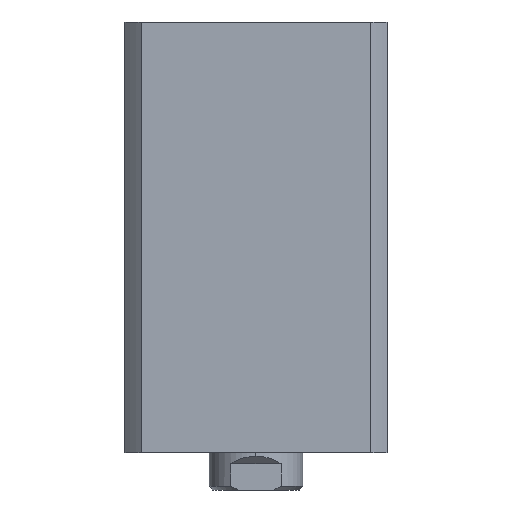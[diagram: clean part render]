
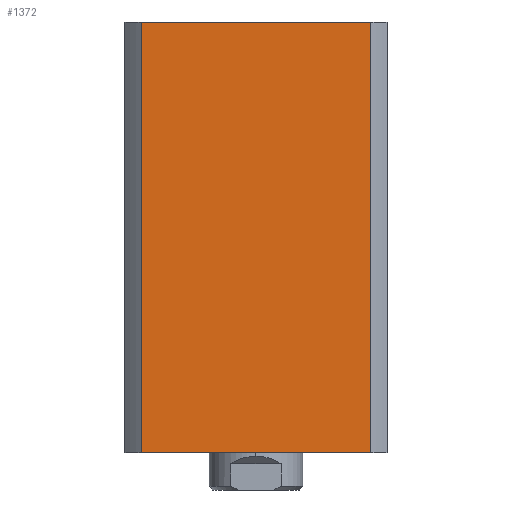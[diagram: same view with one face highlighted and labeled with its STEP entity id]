
A CAD part, left-side view. The second image highlights one B-rep face of the part: STEP entity #1372.
In plain terms, the highlighted planar face has unit normal (-1, 0, 0).
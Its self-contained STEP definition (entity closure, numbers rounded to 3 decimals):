
#38 = ORIENTED_EDGE ( 'NONE', *, *, #2669, .F. ) ;
#86 = ORIENTED_EDGE ( 'NONE', *, *, #2672, .T. ) ;
#232 = EDGE_LOOP ( 'NONE', ( #732, #38, #1053, #86 ) ) ;
#389 = FACE_OUTER_BOUND ( 'NONE', #232, .T. ) ;
#703 = LINE ( 'NONE', #3104, #710 ) ;
#709 = LINE ( 'NONE', #3108, #712 ) ;
#710 = VECTOR ( 'NONE', #3099, 1000. ) ;
#711 = LINE ( 'NONE', #3110, #714 ) ;
#712 = VECTOR ( 'NONE', #3109, 1000. ) ;
#714 = VECTOR ( 'NONE', #3112, 1000. ) ;
#715 = LINE ( 'NONE', #3111, #717 ) ;
#717 = VECTOR ( 'NONE', #3103, 1000. ) ;
#732 = ORIENTED_EDGE ( 'NONE', *, *, #2670, .T. ) ;
#918 = CARTESIAN_POINT ( 'NONE',  ( -35., 30.615, 115. ) ) ;
#919 = CARTESIAN_POINT ( 'NONE',  ( -35., -30.615, 0. ) ) ;
#923 = CARTESIAN_POINT ( 'NONE',  ( -35., 30.615, 0. ) ) ;
#925 = CARTESIAN_POINT ( 'NONE',  ( -35., -30.615, 115. ) ) ;
#1053 = ORIENTED_EDGE ( 'NONE', *, *, #2668, .F. ) ;
#1155 = VERTEX_POINT ( 'NONE', #925 ) ;
#1157 = VERTEX_POINT ( 'NONE', #923 ) ;
#1160 = VERTEX_POINT ( 'NONE', #919 ) ;
#1161 = VERTEX_POINT ( 'NONE', #918 ) ;
#1372 = ADVANCED_FACE ( 'NONE', ( #389 ), #2525, .F. ) ;
#2514 = CARTESIAN_POINT ( 'NONE',  ( -35., 0., 115. ) ) ;
#2520 = DIRECTION ( 'NONE',  ( 0., 0., -1. ) ) ;
#2521 = DIRECTION ( 'NONE',  ( 1., 0., 0. ) ) ;
#2525 = PLANE ( 'NONE',  #2833 ) ;
#2668 = EDGE_CURVE ( 'NONE', #1161, #1155, #703, .T. ) ;
#2669 = EDGE_CURVE ( 'NONE', #1155, #1160, #709, .T. ) ;
#2670 = EDGE_CURVE ( 'NONE', #1157, #1160, #711, .T. ) ;
#2672 = EDGE_CURVE ( 'NONE', #1161, #1157, #715, .T. ) ;
#2833 = AXIS2_PLACEMENT_3D ( 'NONE', #2514, #2521, #2520 ) ;
#3099 = DIRECTION ( 'NONE',  ( 0., -1., 0. ) ) ;
#3103 = DIRECTION ( 'NONE',  ( 0., 0., -1. ) ) ;
#3104 = CARTESIAN_POINT ( 'NONE',  ( -35., 0., 115. ) ) ;
#3108 = CARTESIAN_POINT ( 'NONE',  ( -35., -30.615, 115. ) ) ;
#3109 = DIRECTION ( 'NONE',  ( 0., 0., -1. ) ) ;
#3110 = CARTESIAN_POINT ( 'NONE',  ( -35., 0., 0. ) ) ;
#3111 = CARTESIAN_POINT ( 'NONE',  ( -35., 30.615, 115. ) ) ;
#3112 = DIRECTION ( 'NONE',  ( 0., -1., 0. ) ) ;
